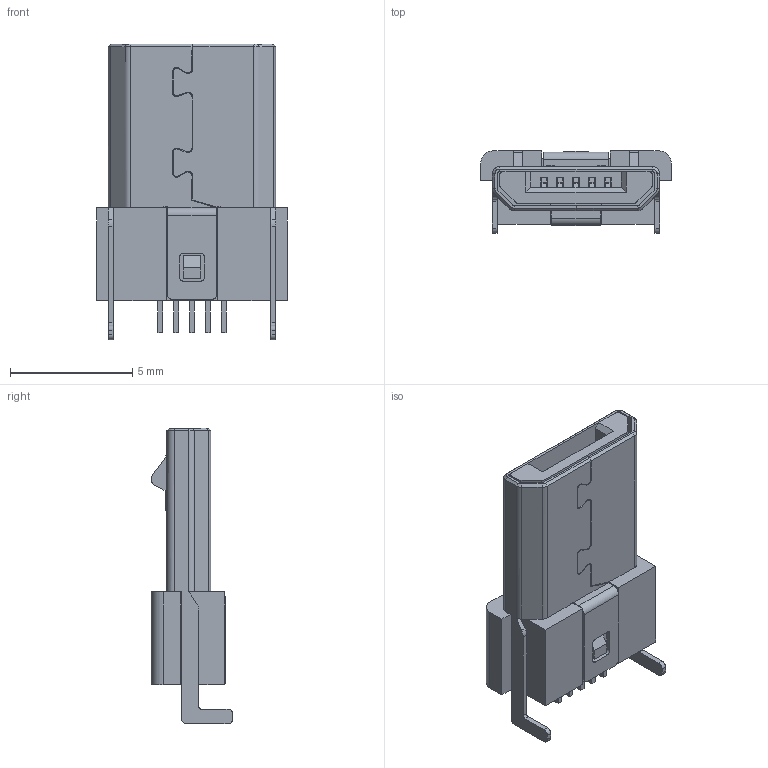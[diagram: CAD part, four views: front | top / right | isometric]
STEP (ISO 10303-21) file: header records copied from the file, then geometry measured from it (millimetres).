
FILE_DESCRIPTION (( 'STEP AP203' ), '1' );
FILE_NAME ('muym-05xn-5bvh10.STEP', '2019-04-29T21:38:40', ( '' ), ( '' ), 'SwSTEP 2.0', 'SolidWorks 2018', '' );
FILE_SCHEMA (( 'CONFIG_CONTROL_DESIGN' ));
Length unit declared in the file: millimetre
Products named in the file (1): muym-05xn-5bvh10
Bounding box: 7.8 x 3.35 x 12.1 mm (x, y, z)
Surface area: 778.2 mm2 (no closed solid volume)
Topology: 0 solids, 9 shells, 520 faces, 1499 edges, 952 vertices
Faces by surface type: bspline 520
Entity records: 16240 total; most frequent: CARTESIAN_POINT 7431, ORIENTED_EDGE 2918, EDGE_CURVE 1499, B_SPLINE_CURVE_WITH_KNOTS 1377, VERTEX_POINT 952, EDGE_LOOP 537, ADVANCED_FACE 520, FACE_OUTER_BOUND 520
